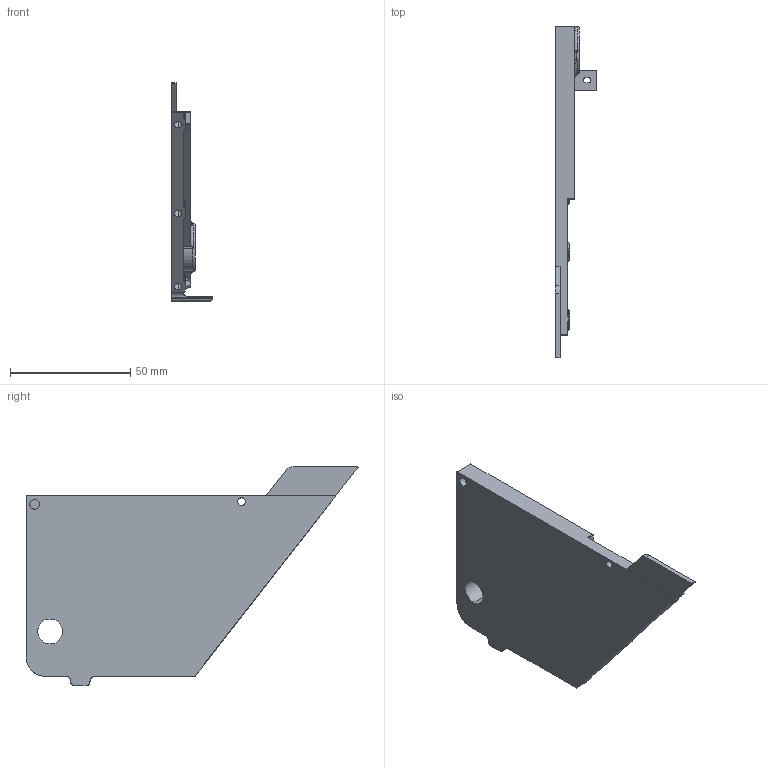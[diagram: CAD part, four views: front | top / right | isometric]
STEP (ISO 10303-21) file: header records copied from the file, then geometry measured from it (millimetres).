
FILE_DESCRIPTION (( 'STEP AP214' ), '1' );
FILE_NAME ('CFV5_Scale_Frame_LH.STEP', '2025-01-11T16:59:27', ( '' ), ( '' ), 'SwSTEP 2.0', 'SolidWorks 2025', '' );
FILE_SCHEMA (( 'AUTOMOTIVE_DESIGN' ));
Length unit declared in the file: millimetre
Products named in the file (1): CFV5_Scale_Frame_LH
Bounding box: 17.2 x 137.9 x 90.74 mm (x, y, z)
Volume: 22657.7 mm3; surface area: 21344.6 mm2
Topology: 2 solids, 2 shells, 202 faces, 499 edges, 292 vertices
Faces by surface type: cylinder 92, plane 52, torus 23, sphere 23, bspline 12
Entity records: 6371 total; most frequent: CARTESIAN_POINT 1684, DIRECTION 1011, ORIENTED_EDGE 970, EDGE_CURVE 485, AXIS2_PLACEMENT_3D 403, VERTEX_POINT 291, EDGE_LOOP 212, CIRCLE 212
